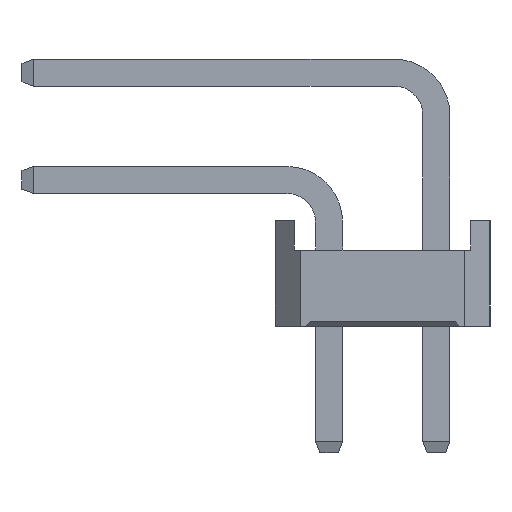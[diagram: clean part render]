
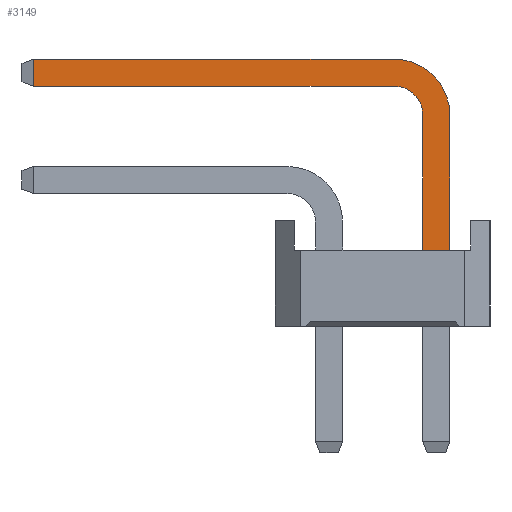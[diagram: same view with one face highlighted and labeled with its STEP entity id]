
A CAD part, left-side view. The second image highlights one B-rep face of the part: STEP entity #3149.
In plain terms, the highlighted planar face has unit normal (-1, 0, 0).
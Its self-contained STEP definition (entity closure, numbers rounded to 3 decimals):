
#3149=ADVANCED_FACE('',(#10096),#10098,.T.);
#10096=FACE_BOUND('',#10097,.T.);
#10097=EDGE_LOOP('',(#15579,#15580,#15581,#15582,#15583,#15584,#15585,#15586));
#10098=PLANE('',#10099);
#10099=AXIS2_PLACEMENT_3D('',#10100,#10101,#10102);
#10100=CARTESIAN_POINT('',(-0.32,-2.22,-3.));
#10101=DIRECTION('',(-1.,0.,0.));
#10102=DIRECTION('',(0.,-1.,0.));
#15579=ORIENTED_EDGE('',*,*,#18930,.F.);
#15580=ORIENTED_EDGE('',*,*,#18931,.F.);
#15581=ORIENTED_EDGE('',*,*,#18932,.F.);
#15582=ORIENTED_EDGE('',*,*,#18933,.F.);
#15583=ORIENTED_EDGE('',*,*,#18045,.T.);
#15584=ORIENTED_EDGE('',*,*,#18929,.T.);
#15585=ORIENTED_EDGE('',*,*,#18934,.T.);
#15586=ORIENTED_EDGE('',*,*,#18935,.T.);
#18045=EDGE_CURVE('',#20510,#20508,#20511,.T.);
#18929=EDGE_CURVE('',#20508,#21904,#21906,.T.);
#18930=EDGE_CURVE('',#21907,#21908,#21909,.T.);
#18931=EDGE_CURVE('',#21910,#21907,#21911,.T.);
#18932=EDGE_CURVE('',#21912,#21910,#21913,.T.);
#18933=EDGE_CURVE('',#20510,#21912,#21914,.T.);
#18934=EDGE_CURVE('',#21904,#21915,#21916,.T.);
#18935=EDGE_CURVE('',#21915,#21908,#21917,.T.);
#20508=VERTEX_POINT('',#24672);
#20510=VERTEX_POINT('',#24676);
#20511=LINE('',#24677,#24678);
#21904=VERTEX_POINT('',#27894);
#21906=LINE('',#27898,#27899);
#21907=VERTEX_POINT('',#27901);
#21908=VERTEX_POINT('',#27902);
#21909=LINE('',#27903,#27904);
#21910=VERTEX_POINT('',#27906);
#21911=LINE('',#27907,#27908);
#21912=VERTEX_POINT('',#27910);
#21913=CIRCLE('',#27911,0.68);
#21914=LINE('',#27915,#27916);
#21915=VERTEX_POINT('',#27918);
#21916=CIRCLE('',#27919,1.32);
#21917=LINE('',#27923,#27924);
#24672=CARTESIAN_POINT('',(-0.32,-2.86,1.8));
#24676=CARTESIAN_POINT('',(-0.32,-2.22,1.8));
#24677=CARTESIAN_POINT('',(-0.32,-2.22,1.8));
#24678=VECTOR('',#24679,1.);
#24679=DIRECTION('',(0.,-1.,0.));
#27894=CARTESIAN_POINT('',(-0.32,-2.86,5.));
#27898=CARTESIAN_POINT('',(-0.32,-2.86,1.8));
#27899=VECTOR('',#27900,1.);
#27900=DIRECTION('',(0.,0.,1.));
#27901=CARTESIAN_POINT('',(-0.32,6.995,5.68));
#27902=CARTESIAN_POINT('',(-0.32,6.995,6.32));
#27903=CARTESIAN_POINT('',(-0.32,6.995,5.68));
#27904=VECTOR('',#27905,1.);
#27905=DIRECTION('',(0.,0.,1.));
#27906=CARTESIAN_POINT('',(-0.32,-1.54,5.68));
#27907=CARTESIAN_POINT('',(-0.32,-1.54,5.68));
#27908=VECTOR('',#27909,1.);
#27909=DIRECTION('',(0.,1.,0.));
#27910=CARTESIAN_POINT('',(-0.32,-2.22,5.));
#27911=AXIS2_PLACEMENT_3D('',#27912,#27913,#27914);
#27912=CARTESIAN_POINT('',(-0.32,-1.54,5.));
#27913=DIRECTION('',(-1.,-0.,0.));
#27914=DIRECTION('',(0.,-1.,0.));
#27915=CARTESIAN_POINT('',(-0.32,-2.22,1.8));
#27916=VECTOR('',#27917,1.);
#27917=DIRECTION('',(0.,0.,1.));
#27918=CARTESIAN_POINT('',(-0.32,-1.54,6.32));
#27919=AXIS2_PLACEMENT_3D('',#27920,#27921,#27922);
#27920=CARTESIAN_POINT('',(-0.32,-1.54,5.));
#27921=DIRECTION('',(-1.,-0.,0.));
#27922=DIRECTION('',(0.,-1.,0.));
#27923=CARTESIAN_POINT('',(-0.32,-1.54,6.32));
#27924=VECTOR('',#27925,1.);
#27925=DIRECTION('',(0.,1.,0.));
